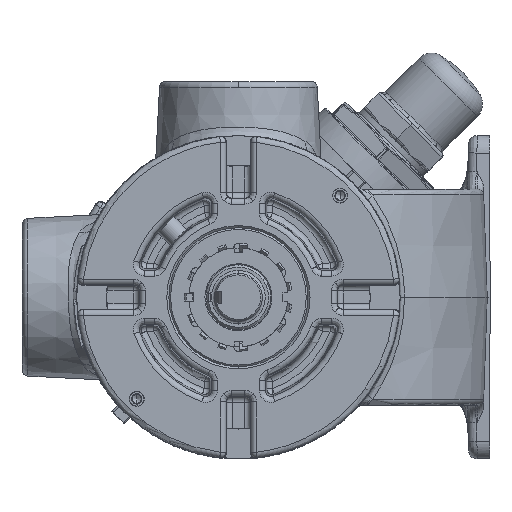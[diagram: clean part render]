
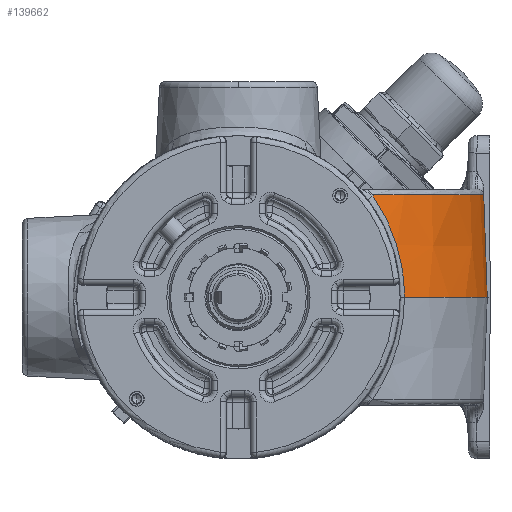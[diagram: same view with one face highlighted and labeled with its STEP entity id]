
A CAD part, left-side view. The second image highlights one B-rep face of the part: STEP entity #139662.
In plain terms, the highlighted conical face has half-angle 2 degrees and reference radius 120.65 mm.
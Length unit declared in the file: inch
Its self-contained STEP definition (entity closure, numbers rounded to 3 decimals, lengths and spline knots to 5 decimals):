
#573 = FACE_OUTER_BOUND ( 'NONE', #75890, .T. ) ;
#6083 = CARTESIAN_POINT ( 'NONE',  ( -8.93021, -2.99505, 1.81852 ) ) ;
#7110 = CARTESIAN_POINT ( 'NONE',  ( -8.77482, -3.25343, 1.24151 ) ) ;
#8098 = CARTESIAN_POINT ( 'NONE',  ( -8.68179, -3.40688, 0.65651 ) ) ;
#14600 = DIRECTION ( 'NONE',  ( 0., 0., -1. ) ) ;
#20103 = VERTEX_POINT ( 'NONE', #23223 ) ;
#20136 = ORIENTED_EDGE ( 'NONE', *, *, #154405, .F. ) ;
#23223 = CARTESIAN_POINT ( 'NONE',  ( -5., -5.19214, 0. ) ) ;
#29819 = CARTESIAN_POINT ( 'NONE',  ( -8.90174, -3.04406, 1.72683 ) ) ;
#30864 = CARTESIAN_POINT ( 'NONE',  ( -8.75972, -3.27776, 1.16953 ) ) ;
#31902 = CARTESIAN_POINT ( 'NONE',  ( -8.67623, -3.41717, 0.59521 ) ) ;
#33439 = CIRCLE ( 'NONE', #176042, 4.67547 ) ;
#44912 = DIRECTION ( 'NONE',  ( 0., 1., 0. ) ) ;
#44933 = CARTESIAN_POINT ( 'NONE',  ( -9.03862, -2.7979, 2.13419 ) ) ;
#45287 = CIRCLE ( 'NONE', #196986, 4.75 ) ;
#50850 = VERTEX_POINT ( 'NONE', #231160 ) ;
#53626 = CARTESIAN_POINT ( 'NONE',  ( -8.88561, -3.07141, 1.67277 ) ) ;
#54647 = CARTESIAN_POINT ( 'NONE',  ( -8.75389, -3.28715, 1.14034 ) ) ;
#55651 = CARTESIAN_POINT ( 'NONE',  ( -8.675, -3.4195, 0.58059 ) ) ;
#62229 = DIRECTION ( 'NONE',  ( 0., 0., -1. ) ) ;
#75890 = EDGE_LOOP ( 'NONE', ( #142948, #282799, #20136, #235886 ) ) ;
#77411 = CARTESIAN_POINT ( 'NONE',  ( -8.88182, -3.0778, 1.65985 ) ) ;
#78422 = CARTESIAN_POINT ( 'NONE',  ( -8.75252, -3.28936, 1.13339 ) ) ;
#79446 = CARTESIAN_POINT ( 'NONE',  ( -8.65899, -3.45015, 0.38415 ) ) ;
#86654 = VERTEX_POINT ( 'NONE', #182006 ) ;
#89263 = CONICAL_SURFACE ( 'NONE', #294022, 4.75, 0.035 ) ;
#100759 = EDGE_CURVE ( 'NONE', #50850, #163019, #219332, .T. ) ;
#101098 = CARTESIAN_POINT ( 'NONE',  ( -8.88069, -3.07969, 1.65601 ) ) ;
#102152 = CARTESIAN_POINT ( 'NONE',  ( -8.73403, -3.31918, 1.03887 ) ) ;
#103158 = CARTESIAN_POINT ( 'NONE',  ( -8.66322, -3.46594, 0. ) ) ;
#124882 = CARTESIAN_POINT ( 'NONE',  ( -8.83194, -3.16083, 1.48258 ) ) ;
#125886 = CARTESIAN_POINT ( 'NONE',  ( -8.69901, -3.3769, 0.80772 ) ) ;
#139662 = ADVANCED_FACE ( 'NONE', ( #573 ), #89263, .T. ) ;
#141722 = EDGE_CURVE ( 'NONE', #86654, #20103, #191422, .T. ) ;
#142948 = ORIENTED_EDGE ( 'NONE', *, *, #169803, .T. ) ;
#147585 = CARTESIAN_POINT ( 'NONE',  ( -8.9432, -2.97235, 1.85884 ) ) ;
#148597 = CARTESIAN_POINT ( 'NONE',  ( -8.78945, -3.22982, 1.30767 ) ) ;
#149650 = CARTESIAN_POINT ( 'NONE',  ( -8.68542, -3.40042, 0.69146 ) ) ;
#154405 = EDGE_CURVE ( 'NONE', #20103, #163019, #45287, .T. ) ;
#156013 = CARTESIAN_POINT ( 'NONE',  ( -5., -0.44214, 2.13419 ) ) ;
#163019 = VERTEX_POINT ( 'NONE', #230804 ) ;
#169803 = EDGE_CURVE ( 'NONE', #86654, #50850, #33439, .T. ) ;
#171168 = CARTESIAN_POINT ( 'NONE',  ( -8.91115, -3.02792, 1.75749 ) ) ;
#172200 = CARTESIAN_POINT ( 'NONE',  ( -8.76769, -3.26492, 1.20835 ) ) ;
#173214 = CARTESIAN_POINT ( 'NONE',  ( -8.67801, -3.41384, 0.61565 ) ) ;
#176042 = AXIS2_PLACEMENT_3D ( 'NONE', #156013, #14600, #179623 ) ;
#178621 = CARTESIAN_POINT ( 'NONE',  ( -5., -5.19214, 0. ) ) ;
#179623 = DIRECTION ( 'NONE',  ( 0., 1., 0. ) ) ;
#182006 = CARTESIAN_POINT ( 'NONE',  ( -5., -5.11761, 2.13419 ) ) ;
#184089 = VECTOR ( 'NONE', #202357, 39.37008 ) ;
#191422 = LINE ( 'NONE', #178621, #184089 ) ;
#194815 = CARTESIAN_POINT ( 'NONE',  ( -8.89095, -3.06238, 1.69083 ) ) ;
#195825 = CARTESIAN_POINT ( 'NONE',  ( -8.75582, -3.28404, 1.15008 ) ) ;
#196859 = CARTESIAN_POINT ( 'NONE',  ( -8.67549, -3.41857, 0.58644 ) ) ;
#196986 = AXIS2_PLACEMENT_3D ( 'NONE', #203472, #62229, #227133 ) ;
#202357 = DIRECTION ( 'NONE',  ( 0., -0.035, -0.999 ) ) ;
#203472 = CARTESIAN_POINT ( 'NONE',  ( -5., -0.44214, 0. ) ) ;
#208952 = DIRECTION ( 'NONE',  ( 0., 0., -1. ) ) ;
#218571 = CARTESIAN_POINT ( 'NONE',  ( -8.88295, -3.07589, 1.66373 ) ) ;
#219332 = B_SPLINE_CURVE_WITH_KNOTS ( 'NONE', 3,
 ( #44933, #241142, #288507, #147585, #6083, #171168, #29819, #194815, #53626, #218571, #77411, #242170, #101098, #265936, #124882, #289558, #148597, #7110, #172200, #30864, #195825, #54647, #219618, #78422, #243187, #102152, #266936, #125886, #290593, #149650, #8098, #173214, #31902, #196859, #55651, #220618, #79446, #244209, #103158 ),
 .UNSPECIFIED., .F., .F.,
 ( 4, 2, 2, 1, 1, 1, 1, 2, 2, 2, 2, 1, 1, 1, 1, 2, 2, 2, 2, 1, 1, 1, 2, 2, 4 ),
 ( 0., 0.125, 0.1875, 0.21875, 0.23438, 0.24219, 0.24609, 0.24805, 0.25, 0.375, 0.4375, 0.46875, 0.48438, 0.49219, 0.49609, 0.49805, 0.5, 0.625, 0.6875, 0.71875, 0.73438, 0.74219, 0.74609, 0.75, 1. ),
 .UNSPECIFIED. ) ;
#219618 = CARTESIAN_POINT ( 'NONE',  ( -8.75307, -3.28848, 1.13617 ) ) ;
#220618 = CARTESIAN_POINT ( 'NONE',  ( -8.67477, -3.41995, 0.57773 ) ) ;
#227133 = DIRECTION ( 'NONE',  ( 0., -1., 0. ) ) ;
#230804 = CARTESIAN_POINT ( 'NONE',  ( -8.66322, -3.46594, 0. ) ) ;
#231160 = CARTESIAN_POINT ( 'NONE',  ( -9.03862, -2.7979, 2.13419 ) ) ;
#235886 = ORIENTED_EDGE ( 'NONE', *, *, #141722, .F. ) ;
#241142 = CARTESIAN_POINT ( 'NONE',  ( -9.01044, -2.85155, 2.05718 ) ) ;
#242170 = CARTESIAN_POINT ( 'NONE',  ( -8.88106, -3.07908, 1.65726 ) ) ;
#243187 = CARTESIAN_POINT ( 'NONE',  ( -8.75226, -3.28979, 1.13204 ) ) ;
#244209 = CARTESIAN_POINT ( 'NONE',  ( -8.65504, -3.46528, 0.19257 ) ) ;
#265936 = CARTESIAN_POINT ( 'NONE',  ( -8.85532, -3.12242, 1.56906 ) ) ;
#266936 = CARTESIAN_POINT ( 'NONE',  ( -8.71847, -3.34441, 0.94668 ) ) ;
#282799 = ORIENTED_EDGE ( 'NONE', *, *, #100759, .T. ) ;
#288507 = CARTESIAN_POINT ( 'NONE',  ( -8.98294, -2.90181, 1.97872 ) ) ;
#289558 = CARTESIAN_POINT ( 'NONE',  ( -8.79972, -3.21323, 1.35156 ) ) ;
#290593 = CARTESIAN_POINT ( 'NONE',  ( -8.69317, -3.38684, 0.76128 ) ) ;
#294022 = AXIS2_PLACEMENT_3D ( 'NONE', #302510, #208952, #44912 ) ;
#302510 = CARTESIAN_POINT ( 'NONE',  ( -5., -0.44214, 0. ) ) ;
